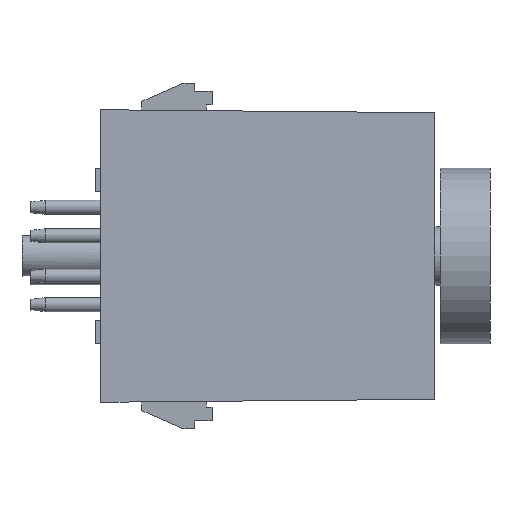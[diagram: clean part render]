
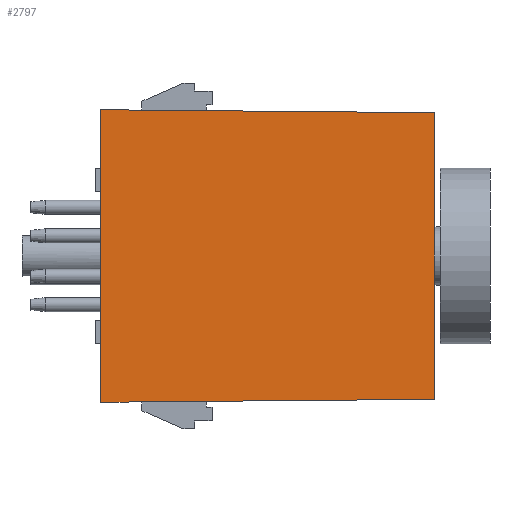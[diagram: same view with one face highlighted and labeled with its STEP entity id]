
A CAD part, left-side view. The second image highlights one B-rep face of the part: STEP entity #2797.
In plain terms, the highlighted planar face has unit normal (-1, -0.009, 0).
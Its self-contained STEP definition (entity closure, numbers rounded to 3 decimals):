
#2130=CARTESIAN_POINT('',(-24.498,57.0,-41.498));
#2131=VERTEX_POINT('',#2130);
#2138=CARTESIAN_POINT('',(-24.498,57.0,8.498));
#2139=VERTEX_POINT('',#2138);
#2140=CARTESIAN_POINT('',(-24.498,57.0,8.498));
#2141=DIRECTION('',(0.0,0.0,-1.0));
#2142=VECTOR('',#2141,49.997);
#2143=LINE('',#2140,#2142);
#2144=EDGE_CURVE('',#2139,#2131,#2143,.T.);
#2299=CARTESIAN_POINT('',(-24.,0.0,-41.0));
#2300=VERTEX_POINT('',#2299);
#2315=CARTESIAN_POINT('',(-24.,0.0,8.));
#2316=VERTEX_POINT('',#2315);
#2323=CARTESIAN_POINT('',(-24.,0.0,-41.0));
#2324=DIRECTION('',(0.0,0.0,1.0));
#2325=VECTOR('',#2324,49.0);
#2326=LINE('',#2323,#2325);
#2327=EDGE_CURVE('',#2300,#2316,#2326,.T.);
#2759=CARTESIAN_POINT('',(-24.,0.,8.));
#2760=DIRECTION('',(-0.009,1.,0.009));
#2761=VECTOR('',#2760,57.004);
#2762=LINE('',#2759,#2761);
#2763=EDGE_CURVE('',#2316,#2139,#2762,.T.);
#2781=CARTESIAN_POINT('',(-24.,0.0,8.));
#2782=DIRECTION('',(-1.,-0.009,0.));
#2783=DIRECTION('',(0.0,0.0,1.0));
#2784=AXIS2_PLACEMENT_3D('',#2781,#2782,#2783);
#2785=PLANE('',#2784);
#2786=ORIENTED_EDGE('',*,*,#2144,.T.);
#2787=CARTESIAN_POINT('',(-24.,0.,-41.0));
#2788=DIRECTION('',(-0.009,1.,-0.009));
#2789=VECTOR('',#2788,57.004);
#2790=LINE('',#2787,#2789);
#2791=EDGE_CURVE('',#2300,#2131,#2790,.T.);
#2792=ORIENTED_EDGE('',*,*,#2791,.F.);
#2793=ORIENTED_EDGE('',*,*,#2327,.T.);
#2794=ORIENTED_EDGE('',*,*,#2763,.T.);
#2795=EDGE_LOOP('',(#2786,#2792,#2793,#2794));
#2796=FACE_OUTER_BOUND('',#2795,.T.);
#2797=ADVANCED_FACE('',(#2796),#2785,.T.);
